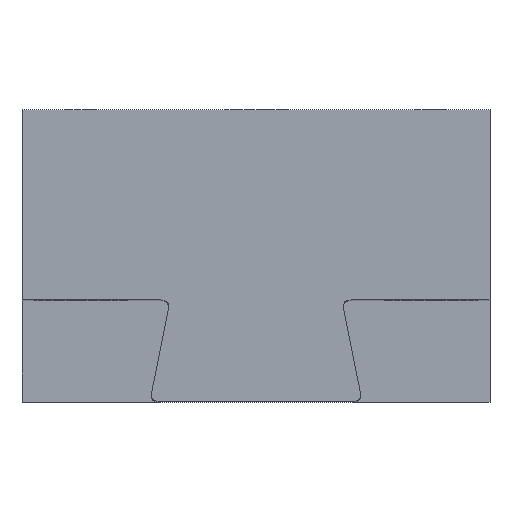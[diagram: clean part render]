
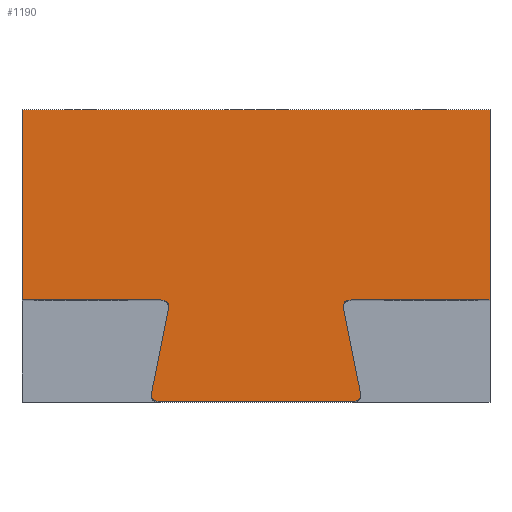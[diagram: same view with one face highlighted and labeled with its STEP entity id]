
A CAD part, top view. The second image highlights one B-rep face of the part: STEP entity #1190.
In plain terms, the highlighted planar face has unit normal (0, 0, 1).
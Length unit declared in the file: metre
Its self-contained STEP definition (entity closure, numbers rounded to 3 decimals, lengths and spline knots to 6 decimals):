
#69=B_SPLINE_CURVE_WITH_KNOTS('',3,(#1714,#1715,#1716,#1717),
 .UNSPECIFIED.,.F.,.F.,(4,4),(0.,1.),.UNSPECIFIED.);
#70=B_SPLINE_CURVE_WITH_KNOTS('',3,(#1721,#1722,#1723,#1724,#1725),
 .UNSPECIFIED.,.F.,.F.,(4,1,4),(0.,0.000465,0.000931),
 .UNSPECIFIED.);
#71=B_SPLINE_CURVE_WITH_KNOTS('',3,(#1732,#1733,#1734,#1735,#1736),
 .UNSPECIFIED.,.F.,.F.,(4,1,4),(0.,0.000465,0.000931),
 .UNSPECIFIED.);
#72=B_SPLINE_CURVE_WITH_KNOTS('',3,(#1740,#1741,#1742,#1743),
 .UNSPECIFIED.,.F.,.F.,(4,4),(0.,1.),.UNSPECIFIED.);
#154=ORIENTED_EDGE('',*,*,#479,.T.);
#155=ORIENTED_EDGE('',*,*,#494,.T.);
#156=ORIENTED_EDGE('',*,*,#495,.F.);
#157=ORIENTED_EDGE('',*,*,#496,.T.);
#158=ORIENTED_EDGE('',*,*,#497,.F.);
#159=ORIENTED_EDGE('',*,*,#450,.T.);
#160=ORIENTED_EDGE('',*,*,#489,.F.);
#161=ORIENTED_EDGE('',*,*,#498,.F.);
#162=ORIENTED_EDGE('',*,*,#499,.T.);
#163=ORIENTED_EDGE('',*,*,#500,.T.);
#164=ORIENTED_EDGE('',*,*,#501,.T.);
#165=ORIENTED_EDGE('',*,*,#502,.T.);
#450=EDGE_CURVE('',#622,#621,#741,.T.);
#479=EDGE_CURVE('',#650,#649,#760,.T.);
#489=EDGE_CURVE('',#659,#621,#764,.T.);
#494=EDGE_CURVE('',#649,#663,#69,.T.);
#495=EDGE_CURVE('',#664,#663,#767,.T.);
#496=EDGE_CURVE('',#664,#665,#70,.T.);
#497=EDGE_CURVE('',#622,#665,#768,.T.);
#498=EDGE_CURVE('',#666,#659,#769,.T.);
#499=EDGE_CURVE('',#666,#667,#770,.T.);
#500=EDGE_CURVE('',#667,#668,#71,.T.);
#501=EDGE_CURVE('',#668,#669,#771,.T.);
#502=EDGE_CURVE('',#669,#650,#72,.T.);
#621=VERTEX_POINT('',#1605);
#622=VERTEX_POINT('',#1607);
#649=VERTEX_POINT('',#1680);
#650=VERTEX_POINT('',#1682);
#659=VERTEX_POINT('',#1705);
#663=VERTEX_POINT('',#1718);
#664=VERTEX_POINT('',#1720);
#665=VERTEX_POINT('',#1726);
#666=VERTEX_POINT('',#1729);
#667=VERTEX_POINT('',#1731);
#668=VERTEX_POINT('',#1737);
#669=VERTEX_POINT('',#1739);
#741=LINE('',#1606,#848);
#760=LINE('',#1681,#867);
#764=LINE('',#1704,#871);
#767=LINE('',#1719,#874);
#768=LINE('',#1727,#875);
#769=LINE('',#1728,#876);
#770=LINE('',#1730,#877);
#771=LINE('',#1738,#878);
#848=VECTOR('',#1350,1.);
#867=VECTOR('',#1375,1.);
#871=VECTOR('',#1391,1.);
#874=VECTOR('',#1400,1.);
#875=VECTOR('',#1401,1.);
#876=VECTOR('',#1402,1.);
#877=VECTOR('',#1403,1.);
#878=VECTOR('',#1404,1.);
#964=EDGE_LOOP('',(#154,#155,#156,#157,#158,#159,#160,#161,#162,#163,#164,
#165));
#1061=FACE_BOUND('',#964,.T.);
#1148=PLANE('',#1282);
#1190=ADVANCED_FACE('',(#1061),#1148,.T.);
#1282=AXIS2_PLACEMENT_3D('',#1713,#1398,#1399);
#1350=DIRECTION('',(0.,1.,0.));
#1375=DIRECTION('',(1.,0.,0.));
#1391=DIRECTION('',(1.,0.,0.));
#1398=DIRECTION('',(0.,0.,1.));
#1399=DIRECTION('',(1.,0.,0.));
#1400=DIRECTION('',(0.196,-0.981,0.));
#1401=DIRECTION('',(-1.,0.,0.));
#1402=DIRECTION('',(0.,1.,0.));
#1403=DIRECTION('',(1.,0.,0.));
#1404=DIRECTION('',(-0.196,-0.981,0.));
#1605=CARTESIAN_POINT('',(0.015,0.,0.036753));
#1606=CARTESIAN_POINT('',(0.015,-0.018701,0.036753));
#1607=CARTESIAN_POINT('',(0.015,-0.0122,0.036753));
#1680=CARTESIAN_POINT('',(0.00619,-0.018701,0.036753));
#1681=CARTESIAN_POINT('',(0.,-0.018701,0.036753));
#1682=CARTESIAN_POINT('',(-0.00619,-0.018701,0.036753));
#1704=CARTESIAN_POINT('',(0.,0.,0.036753));
#1705=CARTESIAN_POINT('',(-0.015,0.,0.036753));
#1713=CARTESIAN_POINT('',(0.,-0.018701,0.036753));
#1714=CARTESIAN_POINT('',(0.00619,-0.018701,0.036753));
#1715=CARTESIAN_POINT('',(0.006597,-0.018701,0.036753));
#1716=CARTESIAN_POINT('',(0.00676,-0.018502,0.036753));
#1717=CARTESIAN_POINT('',(0.006681,-0.018103,0.036753));
#1718=CARTESIAN_POINT('',(0.006681,-0.018103,0.036753));
#1719=CARTESIAN_POINT('',(0.00615,-0.015451,0.036753));
#1720=CARTESIAN_POINT('',(0.00562,-0.012798,0.036753));
#1721=CARTESIAN_POINT('',(0.00562,-0.012798,0.036753));
#1722=CARTESIAN_POINT('',(0.005589,-0.012645,0.036753));
#1723=CARTESIAN_POINT('',(0.005593,-0.012277,0.036753));
#1724=CARTESIAN_POINT('',(0.005953,-0.0122,0.036753));
#1725=CARTESIAN_POINT('',(0.00611,-0.0122,0.036753));
#1726=CARTESIAN_POINT('',(0.00611,-0.0122,0.036753));
#1727=CARTESIAN_POINT('',(0.01025,-0.0122,0.036753));
#1728=CARTESIAN_POINT('',(-0.015,-0.018701,0.036753));
#1729=CARTESIAN_POINT('',(-0.015,-0.0122,0.036753));
#1730=CARTESIAN_POINT('',(-0.01025,-0.0122,0.036753));
#1731=CARTESIAN_POINT('',(-0.00611,-0.0122,0.036753));
#1732=CARTESIAN_POINT('',(-0.00611,-0.0122,0.036753));
#1733=CARTESIAN_POINT('',(-0.005954,-0.0122,0.036753));
#1734=CARTESIAN_POINT('',(-0.005594,-0.012276,0.036753));
#1735=CARTESIAN_POINT('',(-0.005589,-0.012645,0.036753));
#1736=CARTESIAN_POINT('',(-0.00562,-0.012798,0.036753));
#1737=CARTESIAN_POINT('',(-0.00562,-0.012798,0.036753));
#1738=CARTESIAN_POINT('',(-0.00615,-0.015451,0.036753));
#1739=CARTESIAN_POINT('',(-0.006681,-0.018103,0.036753));
#1740=CARTESIAN_POINT('',(-0.006681,-0.018103,0.036753));
#1741=CARTESIAN_POINT('',(-0.00676,-0.018502,0.036753));
#1742=CARTESIAN_POINT('',(-0.006597,-0.018701,0.036753));
#1743=CARTESIAN_POINT('',(-0.00619,-0.018701,0.036753));
